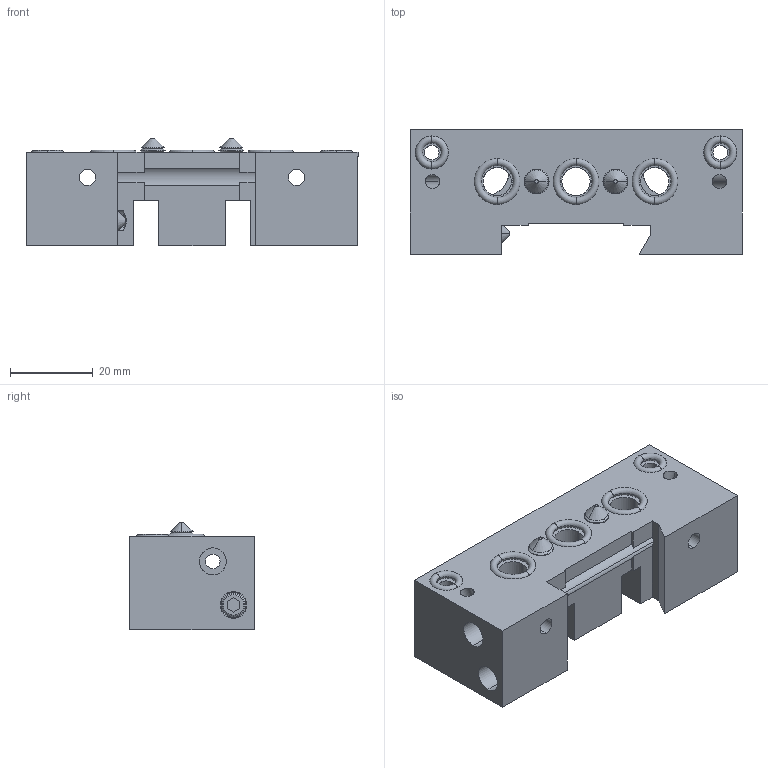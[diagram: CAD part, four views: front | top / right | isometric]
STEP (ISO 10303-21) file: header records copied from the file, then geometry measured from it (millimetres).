
FILE_DESCRIPTION (( 'STEP AP214' ), '1' );
FILE_NAME ('07_009_2.STEP', '2017-01-20T11:24:26', ( '' ), ( '' ), 'SwSTEP 2.0', 'SolidWorks 2016', '' );
FILE_SCHEMA (( 'AUTOMOTIVE_DESIGN' ));
Length unit declared in the file: millimetre
Products named in the file (1): 07_009_2
Bounding box: 80 x 30 x 25.95 mm (x, y, z)
Volume: 34847.4 mm3; surface area: 17132.1 mm2
Topology: 9 solids, 9 shells, 358 faces, 917 edges, 575 vertices
Faces by surface type: cone 144, cylinder 116, plane 78, torus 20
Entity records: 15404 total; most frequent: CARTESIAN_POINT 2271, DIRECTION 2072, ORIENTED_EDGE 1826, EDGE_CURVE 913, AXIS2_PLACEMENT_3D 826, VERTEX_POINT 575, CIRCLE 467, VECTOR 420
